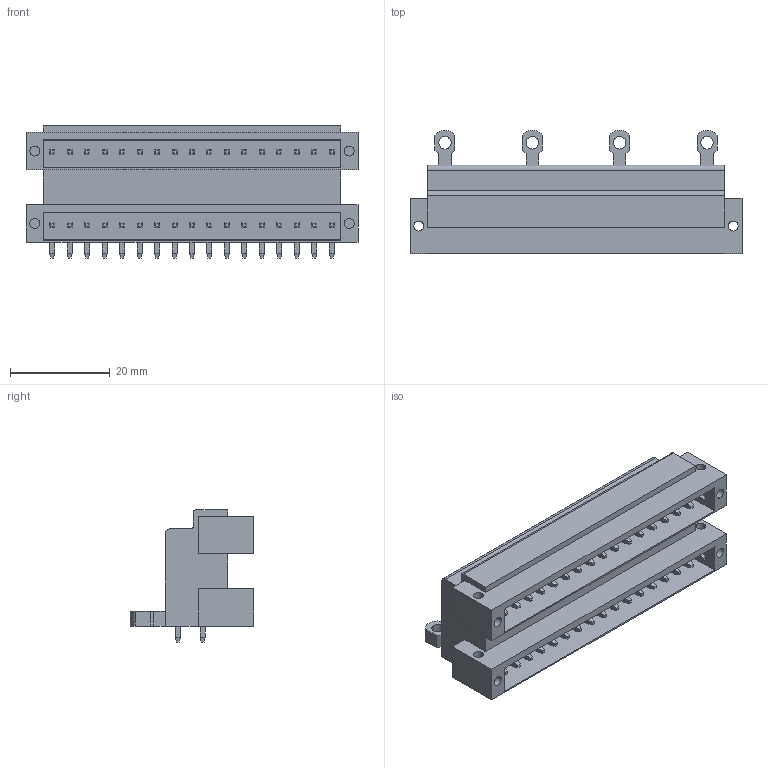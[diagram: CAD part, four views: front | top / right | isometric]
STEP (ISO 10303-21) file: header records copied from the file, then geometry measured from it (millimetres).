
FILE_DESCRIPTION(('CATIA V5 STEP Exchange','CAx-IF Rec.Pracs.--- Model Styling and Organization---1.2---2011-12-15'),'2;1');
FILE_NAME ('D1453978_0_1633960000_1633960000.stp','2018-11-10T05:07:36+00:00',('none'),('Weidmueller'),'CATIA Version 5-6 Release 2014','CATIA V5 STEP AP214','none');
FILE_SCHEMA(('AUTOMOTIVE_DESIGN { 1 0 10303 214 1 1 1 1 }'));
Length unit declared in the file: millimetre
Products named in the file (1): 1633960000
Bounding box: 66.5 x 24.7 x 26.5 mm (x, y, z)
Volume: 16977.4 mm3; surface area: 14887 mm2
Topology: 35 solids, 35 shells, 847 faces, 2041 edges, 1270 vertices
Faces by surface type: plane 804, cylinder 43
Entity records: 21119 total; most frequent: ORIENTED_EDGE 4082, CARTESIAN_POINT 3884, DIRECTION 2369, EDGE_CURVE 2041, VECTOR 1683, LINE 1683, VERTEX_POINT 1270, EDGE_LOOP 937
